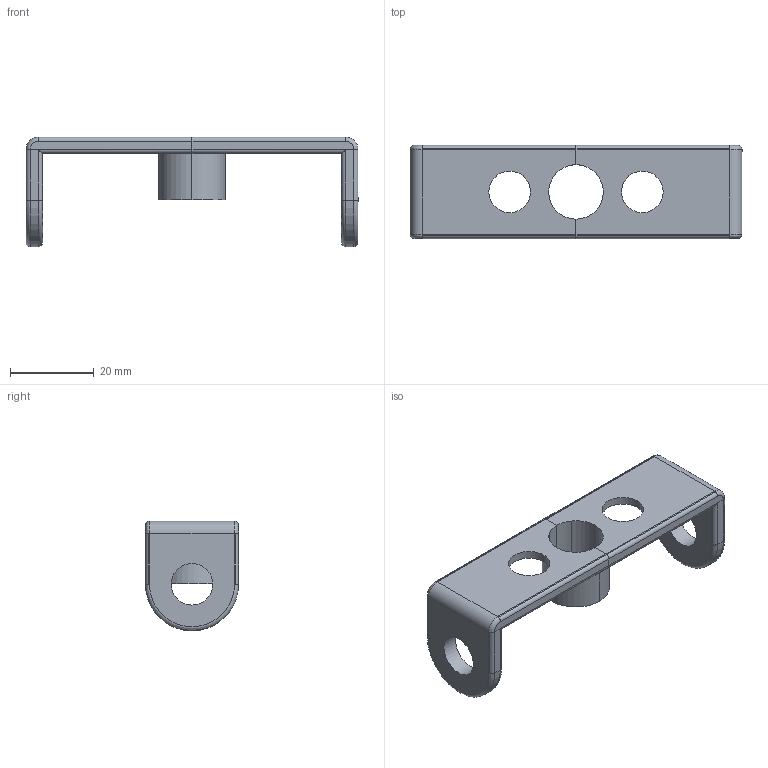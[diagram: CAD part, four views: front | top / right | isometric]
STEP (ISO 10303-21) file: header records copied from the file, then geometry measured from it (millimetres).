
FILE_DESCRIPTION((''),'2;1');
FILE_NAME('NV3.stp','2020-04-21T00:53:14',(''),(''),'AutoCAD STEP 2000i','AutoCAD 2000i',', , ');
FILE_SCHEMA(('CONFIG_CONTROL_DESIGN'));
Length unit declared in the file: millimetre
Products named in the file (2): NV3; PART1
Assembly tree (1 placements, depth 2):
  NV3
    PART1
Bounding box: 79.25 x 22.25 x 26.2 mm (x, y, z)
Volume: 8589.1 mm3; surface area: 6964.5 mm2
Topology: 1 solids, 1 shells, 92 faces, 240 edges, 150 vertices
Faces by surface type: cylinder 40, bspline 26, plane 26
Entity records: 5155 total; most frequent: CARTESIAN_POINT 2918, ORIENTED_EDGE 480, DIRECTION 408, EDGE_CURVE 240, VERTEX_POINT 150, AXIS2_PLACEMENT_3D 149, VECTOR 110, LINE 110
